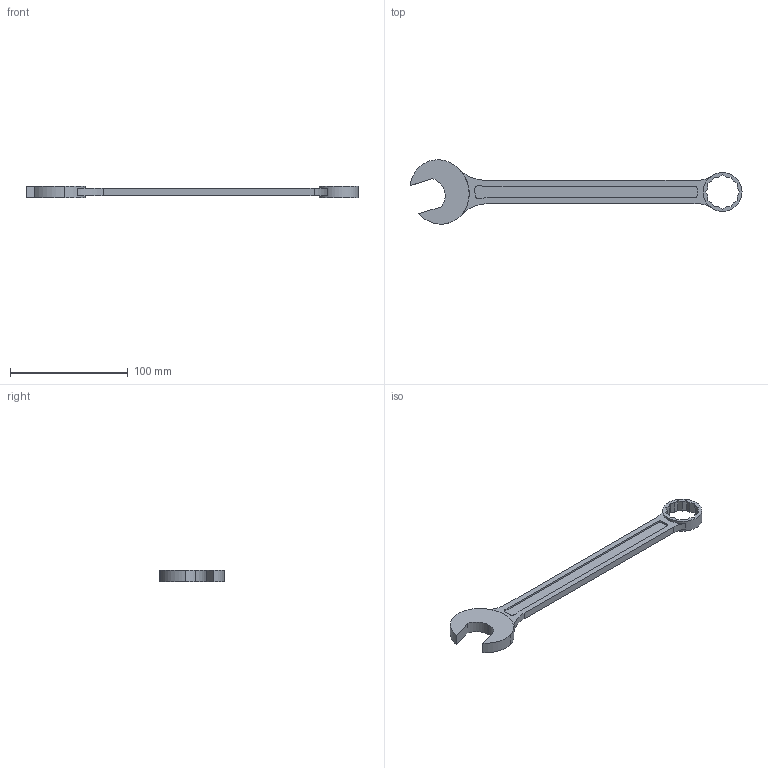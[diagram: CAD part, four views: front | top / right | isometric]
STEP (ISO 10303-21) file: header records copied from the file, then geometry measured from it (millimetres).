
FILE_DESCRIPTION (( 'STEP AP214' ), '1' );
FILE_NAME ('Wrench.STEP', '2020-06-25T06:21:17', ( '' ), ( '' ), 'SwSTEP 2.0', 'SolidWorks 2016', '' );
FILE_SCHEMA (( 'AUTOMOTIVE_DESIGN' ));
Length unit declared in the file: millimetre
Products named in the file (1): Wrench
Bounding box: 281.45 x 54.55 x 10 mm (x, y, z)
Volume: 36515.6 mm3; surface area: 19072.5 mm2
Topology: 1 solids, 1 shells, 72 faces, 201 edges, 134 vertices
Faces by surface type: plane 40, cylinder 27, bspline 5
Entity records: 2390 total; most frequent: CARTESIAN_POINT 487, ORIENTED_EDGE 402, DIRECTION 383, EDGE_CURVE 201, VERTEX_POINT 134, VECTOR 131, LINE 131, AXIS2_PLACEMENT_3D 126
